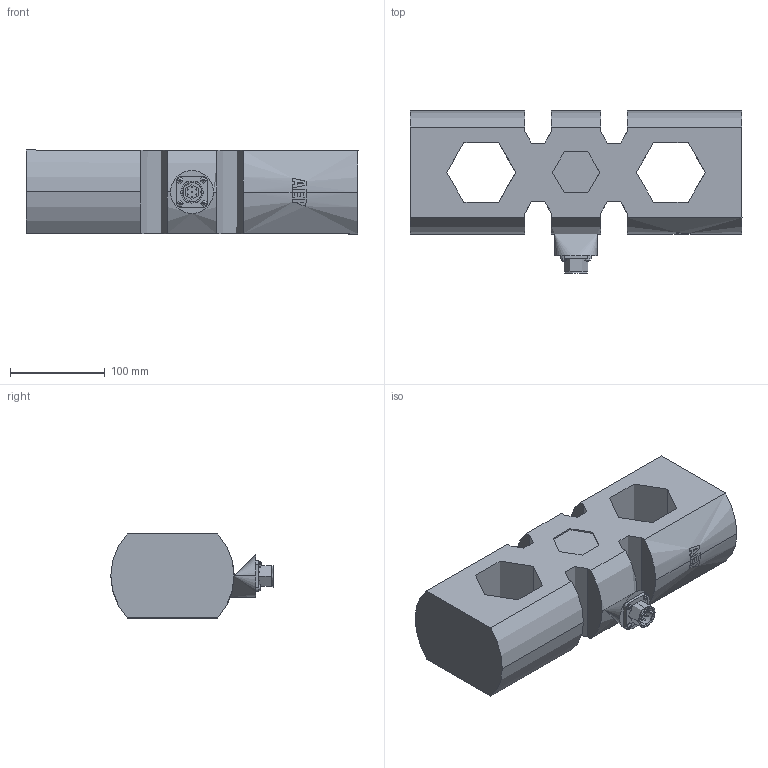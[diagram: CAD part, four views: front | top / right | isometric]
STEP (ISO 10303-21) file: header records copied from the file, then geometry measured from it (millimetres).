
FILE_DESCRIPTION(('STEP AP214'),'1');
FILE_NAME('D200 50t to 100t.stp','2015-05-18T08:42:20',(' '),(' '),'Spatial InterOp 3D',' ',' ');
FILE_SCHEMA(('automotive_design'));
Length unit declared in the file: metre
Products named in the file (1): D200_100t body
Bounding box: 350.16 x 171.24 x 88.63 mm (x, y, z)
Volume: 78.5 mm3
Topology: 4 solids, 96 shells, 384 faces, 941 edges, 641 vertices
Faces by surface type: plane 160, cylinder 106, cone 77, torus 20, bspline 13, sphere 8
Full cylindrical faces by diameter (mm): 9177.509 x1, 15463.086 x1
Entity records: 15707 total; most frequent: CARTESIAN_POINT 3052, DIRECTION 2089, ORIENTED_EDGE 2044, EDGE_CURVE 1022, AXIS2_PLACEMENT_3D 851, VERTEX_POINT 665, CIRCLE 453, EDGE_LOOP 413
